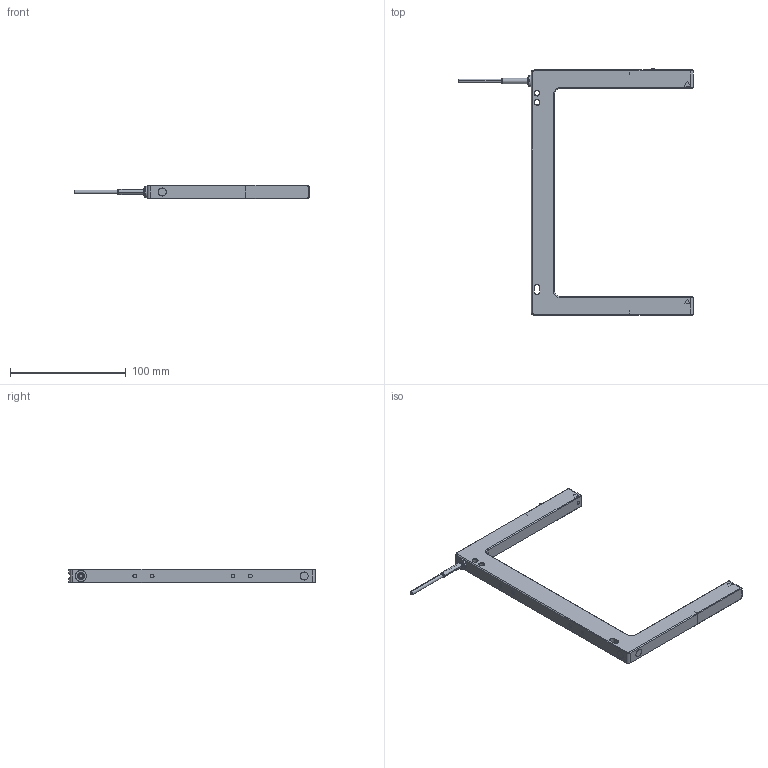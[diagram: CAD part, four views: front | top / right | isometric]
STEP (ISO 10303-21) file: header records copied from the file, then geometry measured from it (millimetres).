
FILE_DESCRIPTION((''),'2;1');
FILE_NAME('137658_SM01_ASM','2022-03-29T09:39:46',('PDMAdmin'),('BANNER ENGINEERING'),'CREO PARAMETRIC BY PTC INC, 2019292','CREO PARAMETRIC BY PTC INC, 2019292','');
FILE_SCHEMA(('CONFIG_CONTROL_DESIGN'));
Products named in the file (4): 137658_EP01; 127047; CABLE_130; 137658_SM01_ASM
Assembly tree (3 placements, depth 2):
  137658_SM01_ASM
    137658_EP01
    127047
    CABLE_130
Bounding box: 202.63 x 213 x 12 mm (x, y, z)
Volume: 96423.9 mm3; surface area: 28996.8 mm2
Topology: 3 solids, 3 shells, 271 faces, 634 edges, 400 vertices
Faces by surface type: plane 129, cylinder 96, cone 40, torus 6
Entity records: 9703 total; most frequent: CARTESIAN_POINT 3375, DIRECTION 1292, ORIENTED_EDGE 1268, EDGE_CURVE 634, AXIS2_PLACEMENT_3D 452, VERTEX_POINT 400, VECTOR 388, LINE 388
